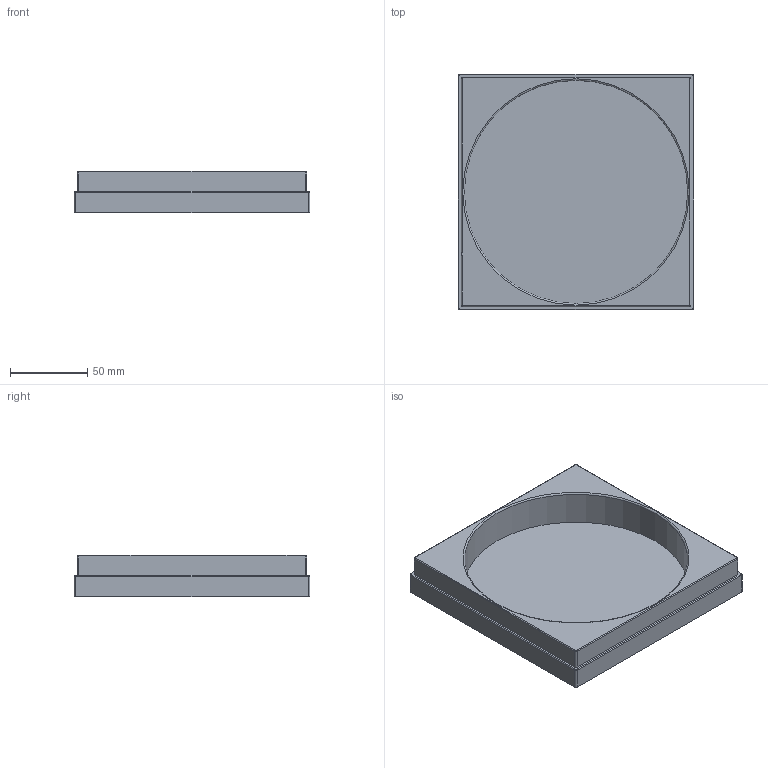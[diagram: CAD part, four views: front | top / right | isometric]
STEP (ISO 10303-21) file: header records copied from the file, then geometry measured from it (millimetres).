
FILE_DESCRIPTION(('HOOPS Exchange Step'),'2;1');
FILE_NAME('temp_export','2024-08-10T00:00:01-16:00',('mobile'),('Shapr3D Limited'),'HOOPS Exchange 2024.2','Shapr3D','Authorized');
FILE_SCHEMA( ('AUTOMOTIVE_DESIGN { 1 0 10303 214 1 1 1 1 }') );
Length unit declared in the file: millimetre
Products named in the file (1): root
Bounding box: 153 x 153 x 27 mm (x, y, z)
Volume: 236354.3 mm3; surface area: 73109.4 mm2
Topology: 1 solids, 1 shells, 40 faces, 91 edges, 55 vertices
Faces by surface type: cylinder 18, plane 12, torus 9, bspline 1
Full cylindrical faces by diameter (mm): 145 x1
Entity records: 1256 total; most frequent: CARTESIAN_POINT 298, DIRECTION 217, ORIENTED_EDGE 182, EDGE_CURVE 91, AXIS2_PLACEMENT_3D 87, VERTEX_POINT 55, CIRCLE 47, VECTOR 43
